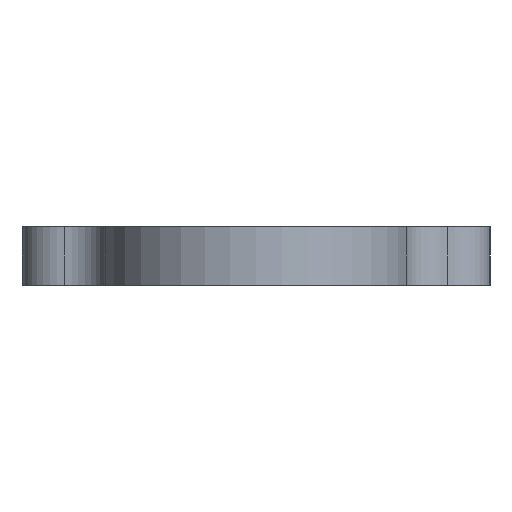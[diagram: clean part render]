
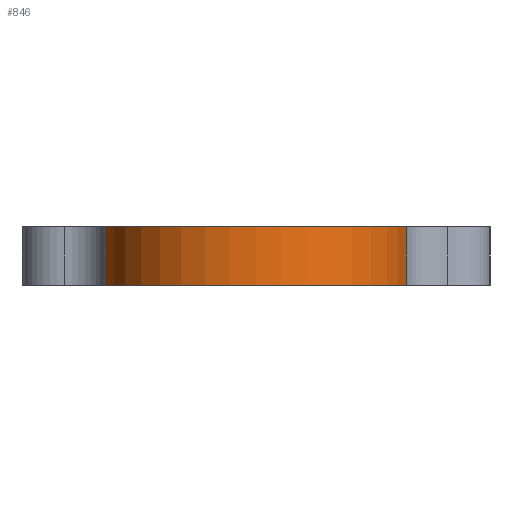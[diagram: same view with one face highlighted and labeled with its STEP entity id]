
A CAD part, left-side view. The second image highlights one B-rep face of the part: STEP entity #846.
In plain terms, the highlighted cylindrical face has radius 12.5 mm (diameter 25 mm), a partial arc.
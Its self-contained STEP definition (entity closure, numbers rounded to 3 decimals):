
#31=CYLINDRICAL_SURFACE('',#955,12.5);
#83=LINE('',#1455,#138);
#84=LINE('',#1456,#139);
#138=VECTOR('',#1171,1000.);
#139=VECTOR('',#1172,1000.);
#185=CIRCLE('',#899,12.5);
#219=CIRCLE('',#946,12.5);
#376=ORIENTED_EDGE('',*,*,#493,.T.);
#377=ORIENTED_EDGE('',*,*,#556,.T.);
#378=ORIENTED_EDGE('',*,*,#544,.F.);
#379=ORIENTED_EDGE('',*,*,#557,.T.);
#493=EDGE_CURVE('',#608,#607,#185,.F.);
#544=EDGE_CURVE('',#648,#649,#219,.F.);
#556=EDGE_CURVE('',#607,#649,#83,.T.);
#557=EDGE_CURVE('',#648,#608,#84,.F.);
#607=VERTEX_POINT('',#1325);
#608=VERTEX_POINT('',#1327);
#648=VERTEX_POINT('',#1430);
#649=VERTEX_POINT('',#1432);
#719=EDGE_LOOP('',(#376,#377,#378,#379));
#795=FACE_BOUND('',#719,.T.);
#846=ADVANCED_FACE('',(#795),#31,.T.);
#899=AXIS2_PLACEMENT_3D('',#1326,#1033,#1034);
#946=AXIS2_PLACEMENT_3D('',#1431,#1144,#1145);
#955=AXIS2_PLACEMENT_3D('',#1454,#1169,#1170);
#1033=DIRECTION('',(0.,0.,1.));
#1034=DIRECTION('',(1.,0.,0.));
#1144=DIRECTION('',(0.,0.,1.));
#1145=DIRECTION('',(1.,0.,0.));
#1169=DIRECTION('',(0.,0.,-1.));
#1170=DIRECTION('',(-1.,0.,0.));
#1171=DIRECTION('',(0.,0.,-1.));
#1172=DIRECTION('',(0.,0.,-1.));
#1325=CARTESIAN_POINT('',(-2.734,12.197,6.35));
#1326=CARTESIAN_POINT('',(0.,0.,6.35));
#1327=CARTESIAN_POINT('',(-2.734,-12.197,6.35));
#1430=CARTESIAN_POINT('',(-2.734,-12.197,1.58));
#1431=CARTESIAN_POINT('',(0.,0.,1.58));
#1432=CARTESIAN_POINT('',(-2.734,12.197,1.58));
#1454=CARTESIAN_POINT('',(0.,0.,37.197));
#1455=CARTESIAN_POINT('',(-2.734,12.197,37.197));
#1456=CARTESIAN_POINT('',(-2.734,-12.197,37.197));
